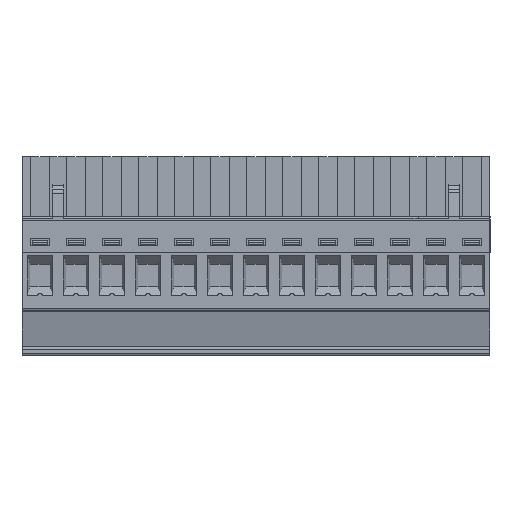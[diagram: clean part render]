
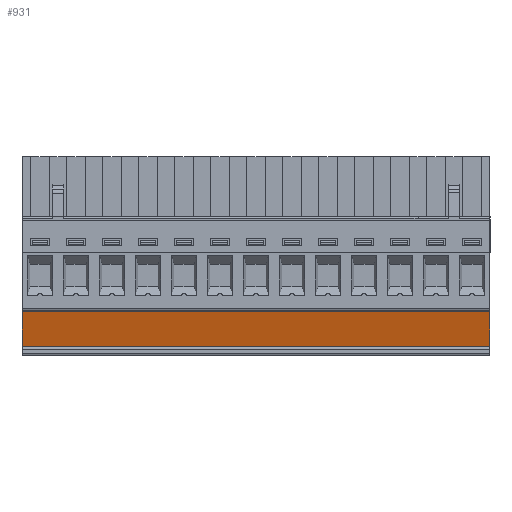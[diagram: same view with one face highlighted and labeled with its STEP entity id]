
A CAD part, front view. The second image highlights one B-rep face of the part: STEP entity #931.
In plain terms, the highlighted planar face has unit normal (0, -0.966, -0.259).
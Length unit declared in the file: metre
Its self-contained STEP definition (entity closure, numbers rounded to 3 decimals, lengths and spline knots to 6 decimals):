
#931=ADVANCED_FACE('',(#2599),#2600,.F.);
#2599=FACE_OUTER_BOUND('',#5173,.T.);
#2600=PLANE('',#5174);
#5173=EDGE_LOOP('',(#8094,#8095,#8096,#8097));
#5174=AXIS2_PLACEMENT_3D('',#8098,#8099,#8100);
#8094=ORIENTED_EDGE('',*,*,#14670,.F.);
#8095=ORIENTED_EDGE('',*,*,#14590,.T.);
#8096=ORIENTED_EDGE('',*,*,#14667,.T.);
#8097=ORIENTED_EDGE('',*,*,#14671,.T.);
#8098=CARTESIAN_POINT('',(-0.006712,-0.032787,-0.082872));
#8099=DIRECTION('',(0.,0.966,0.259));
#8100=DIRECTION('',(0.,0.259,-0.966));
#14590=EDGE_CURVE('',#17375,#17373,#17376,.T.);
#14667=EDGE_CURVE('',#17373,#17500,#17501,.F.);
#14670=EDGE_CURVE('',#17375,#17504,#17505,.F.);
#14671=EDGE_CURVE('',#17500,#17504,#17506,.T.);
#17373=VERTEX_POINT('',#21377);
#17375=VERTEX_POINT('',#21379);
#17376=LINE('',#21380,#21381);
#17500=VERTEX_POINT('',#21589);
#17501=LINE('',#21590,#21591);
#17504=VERTEX_POINT('',#21594);
#17505=LINE('',#21595,#21596);
#17506=LINE('',#21597,#21598);
#21377=CARTESIAN_POINT('',(-0.01195,-0.03312,-0.08163));
#21379=CARTESIAN_POINT('',(-0.01195,-0.034417,-0.076791));
#21380=CARTESIAN_POINT('',(-0.01195,-0.034459,-0.076633));
#21381=VECTOR('',#26762,1.0);
#21589=CARTESIAN_POINT('',(0.053052,-0.03312,-0.08163));
#21590=CARTESIAN_POINT('',(-0.006712,-0.03312,-0.08163));
#21591=VECTOR('',#26865,1.0);
#21594=CARTESIAN_POINT('',(0.053052,-0.034417,-0.076791));
#21595=CARTESIAN_POINT('',(0.039014,-0.034417,-0.076791));
#21596=VECTOR('',#26869,1.0);
#21597=CARTESIAN_POINT('',(0.053052,-0.034459,-0.076633));
#21598=VECTOR('',#26870,1.0);
#26762=DIRECTION('',(0.0,0.259,-0.966));
#26865=DIRECTION('',(-1.0,0.,0.));
#26869=DIRECTION('',(-1.0,0.,0.));
#26870=DIRECTION('',(0.0,-0.259,0.966));
